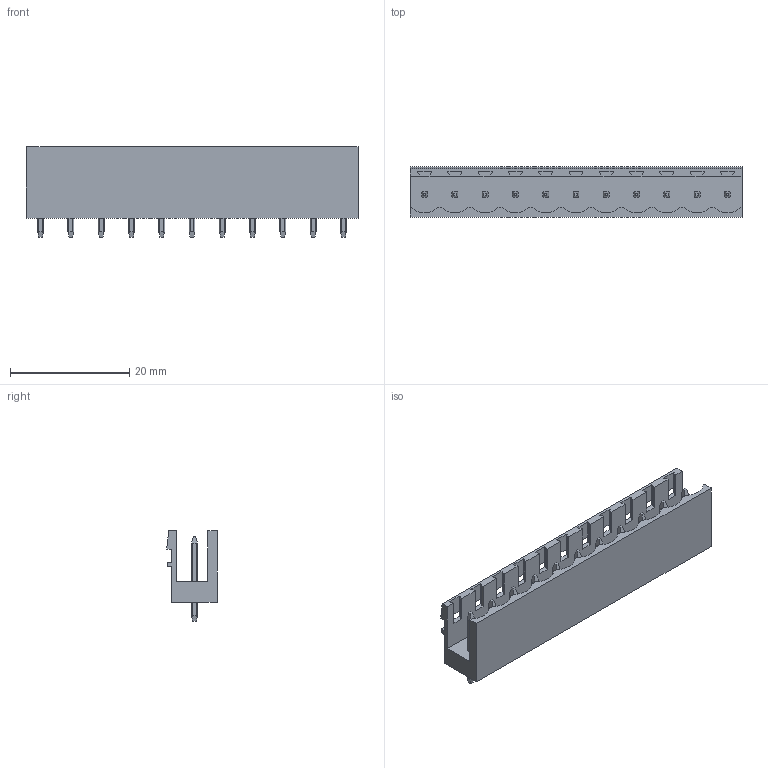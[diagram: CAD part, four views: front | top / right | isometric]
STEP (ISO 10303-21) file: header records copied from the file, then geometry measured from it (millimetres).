
FILE_DESCRIPTION(('CATIA V5 STEP Exchange','CAx-IF Rec.Pracs.--- Model Styling and Organization---1.2---2011-12-15'),'2;1');
FILE_NAME ('D1448971_0', '2018-10-26T05:22:06+00:00', ('none'), ('Weidmueller'), 'CATIA Version 5-6 Release 2014', 'CATIA V5 STEP AP214', 'none');
FILE_SCHEMA(('AUTOMOTIVE_DESIGN { 1 0 10303 214 1 1 1 1 }'));
Length unit declared in the file: millimetre
Products named in the file (1): 1146550000
Bounding box: 55.68 x 8.43 x 15.2 mm (x, y, z)
Volume: 2536 mm3; surface area: 4136.5 mm2
Topology: 12 solids, 12 shells, 415 faces, 1247 edges, 834 vertices
Faces by surface type: plane 314, cylinder 101
Entity records: 13039 total; most frequent: CARTESIAN_POINT 2937, ORIENTED_EDGE 2494, DIRECTION 1461, EDGE_CURVE 1247, VECTOR 869, LINE 869, VERTEX_POINT 834, EDGE_LOOP 437
